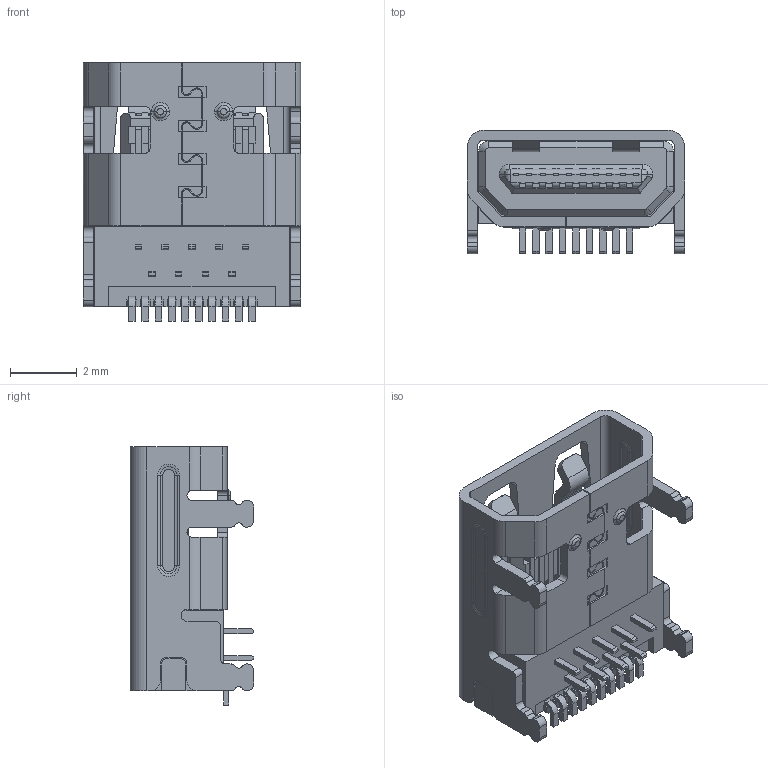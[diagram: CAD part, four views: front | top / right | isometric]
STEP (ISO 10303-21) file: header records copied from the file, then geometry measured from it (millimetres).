
FILE_DESCRIPTION((''),'2;1');
FILE_NAME('FHC03_ASM','2024-03-14T',('工程三'),(''),'PRO/ENGINEER BY PARAMETRIC TECHNOLOGY CORPORATION, 2010280','PRO/ENGINEER BY PARAMETRIC TECHNOLOGY CORPORATION, 2010280','');
FILE_SCHEMA(('CONFIG_CONTROL_DESIGN'));
Length unit declared in the file: millimetre
Products named in the file (1): FHC03_ASM
Bounding box: 6.5 x 3.7 x 7.73 mm (x, y, z)
Volume: 72.5 mm3; surface area: 391.7 mm2
Topology: 2 solids, 2 shells, 1053 faces, 3085 edges, 2052 vertices
Faces by surface type: plane 808, cylinder 197, torus 22, bspline 14, cone 12
Entity records: 35258 total; most frequent: CARTESIAN_POINT 6883, ORIENTED_EDGE 6170, DIRECTION 5617, EDGE_CURVE 3085, VECTOR 2431, LINE 2431, VERTEX_POINT 2052, AXIS2_PLACEMENT_3D 1593
